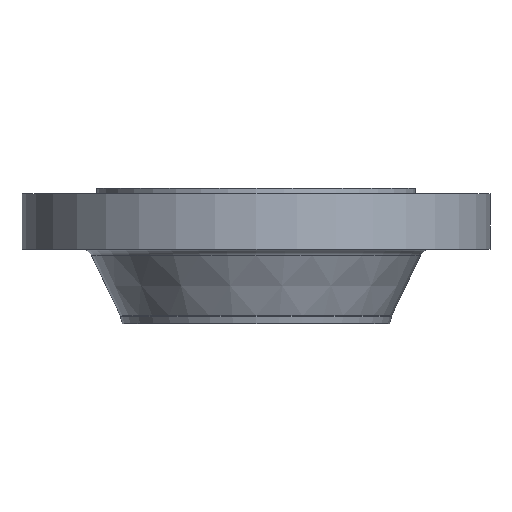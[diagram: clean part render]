
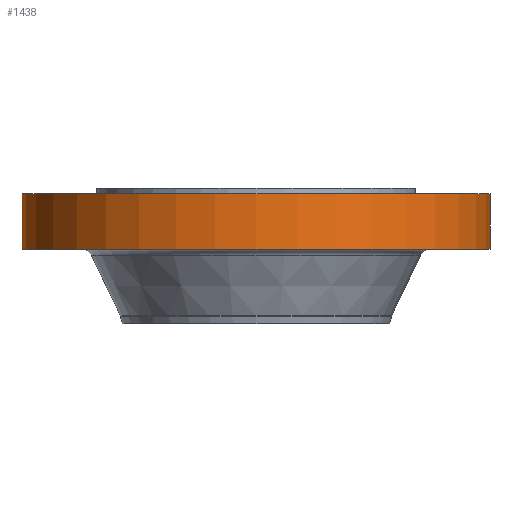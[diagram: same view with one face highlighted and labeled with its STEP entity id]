
A CAD part, front view. The second image highlights one B-rep face of the part: STEP entity #1438.
In plain terms, the highlighted cylindrical face has radius 279.4 mm (diameter 558.8 mm), a partial arc.
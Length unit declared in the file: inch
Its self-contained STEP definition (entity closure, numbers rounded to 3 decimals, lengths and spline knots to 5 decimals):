
#49 = CYLINDRICAL_SURFACE ( 'NONE', #1795, 11. ) ;
#75 = DIRECTION ( 'NONE',  ( 1., 0., 0. ) ) ;
#118 = AXIS2_PLACEMENT_3D ( 'NONE', #872, #310, #2011 ) ;
#128 = EDGE_CURVE ( 'NONE', #1500, #1914, #1177, .T. ) ;
#217 = DIRECTION ( 'NONE',  ( 1., 0., 0. ) ) ;
#266 = CARTESIAN_POINT ( 'NONE',  ( 11., 0., -2.875 ) ) ;
#278 = DIRECTION ( 'NONE',  ( 0., 0., 1. ) ) ;
#291 = EDGE_LOOP ( 'NONE', ( #1392, #1706, #1284, #1066 ) ) ;
#310 = DIRECTION ( 'NONE',  ( 0., 0., 1. ) ) ;
#314 = EDGE_CURVE ( 'NONE', #1732, #1500, #1302, .T. ) ;
#446 = AXIS2_PLACEMENT_3D ( 'NONE', #821, #682, #75 ) ;
#486 = EDGE_CURVE ( 'NONE', #1193, #1914, #1697, .T. ) ;
#635 = CARTESIAN_POINT ( 'NONE',  ( 11., 0., -0.25 ) ) ;
#682 = DIRECTION ( 'NONE',  ( 0., 0., 1. ) ) ;
#731 = CARTESIAN_POINT ( 'NONE',  ( 11., 0., 0. ) ) ;
#821 = CARTESIAN_POINT ( 'NONE',  ( 0., 0., -0.25 ) ) ;
#826 = DIRECTION ( 'NONE',  ( 0., 0., 1. ) ) ;
#872 = CARTESIAN_POINT ( 'NONE',  ( 0., 0., -2.875 ) ) ;
#1066 = ORIENTED_EDGE ( 'NONE', *, *, #486, .F. ) ;
#1177 = LINE ( 'NONE', #731, #1897 ) ;
#1193 = VERTEX_POINT ( 'NONE', #1373 ) ;
#1284 = ORIENTED_EDGE ( 'NONE', *, *, #128, .T. ) ;
#1295 = DIRECTION ( 'NONE',  ( 0., 0., 1. ) ) ;
#1302 = CIRCLE ( 'NONE', #118, 11. ) ;
#1317 = CARTESIAN_POINT ( 'NONE',  ( 0., 0., 0. ) ) ;
#1373 = CARTESIAN_POINT ( 'NONE',  ( -11., 0., -0.25 ) ) ;
#1392 = ORIENTED_EDGE ( 'NONE', *, *, #2008, .F. ) ;
#1423 = CARTESIAN_POINT ( 'NONE',  ( -11., 0., -2.875 ) ) ;
#1438 = ADVANCED_FACE ( 'NONE', ( #1789 ), #49, .T. ) ;
#1468 = VECTOR ( 'NONE', #826, 39.37008 ) ;
#1477 = LINE ( 'NONE', #1485, #1468 ) ;
#1485 = CARTESIAN_POINT ( 'NONE',  ( -11., 0., 0. ) ) ;
#1500 = VERTEX_POINT ( 'NONE', #266 ) ;
#1697 = CIRCLE ( 'NONE', #446, 11. ) ;
#1706 = ORIENTED_EDGE ( 'NONE', *, *, #314, .T. ) ;
#1732 = VERTEX_POINT ( 'NONE', #1423 ) ;
#1789 = FACE_OUTER_BOUND ( 'NONE', #291, .T. ) ;
#1795 = AXIS2_PLACEMENT_3D ( 'NONE', #1317, #1295, #217 ) ;
#1897 = VECTOR ( 'NONE', #278, 39.37008 ) ;
#1914 = VERTEX_POINT ( 'NONE', #635 ) ;
#2008 = EDGE_CURVE ( 'NONE', #1732, #1193, #1477, .T. ) ;
#2011 = DIRECTION ( 'NONE',  ( 1., 0., 0. ) ) ;
